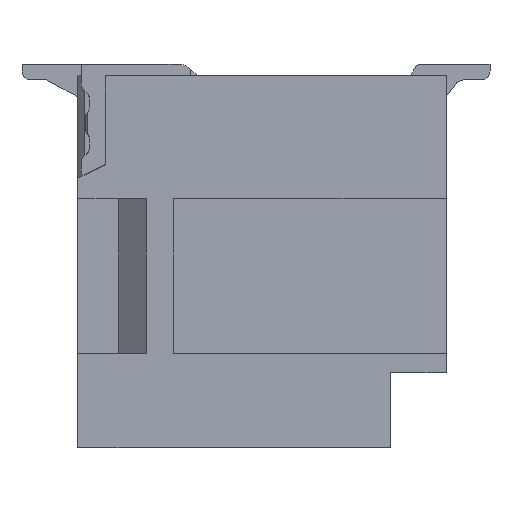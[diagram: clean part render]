
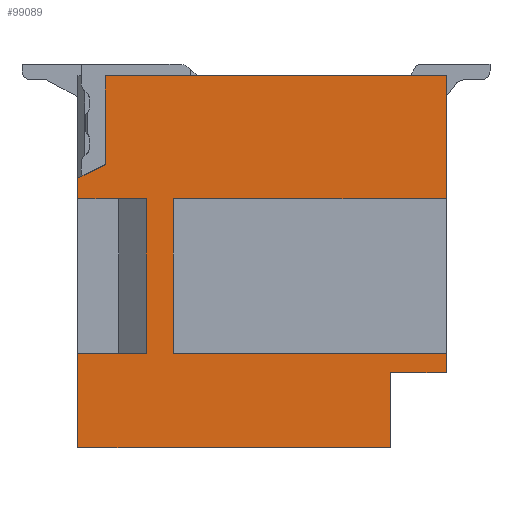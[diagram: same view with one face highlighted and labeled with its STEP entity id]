
A CAD part, front view. The second image highlights one B-rep face of the part: STEP entity #99089.
In plain terms, the highlighted planar face has unit normal (0, -1, 0).
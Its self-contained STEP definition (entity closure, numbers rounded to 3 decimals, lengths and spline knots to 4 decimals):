
#525 = LINE ( 'NONE', #10457, #73811 ) ;
#651 = CARTESIAN_POINT ( 'NONE',  ( 5.4, -11.5, -4.35 ) ) ;
#2017 = EDGE_CURVE ( 'NONE', #30071, #4008, #26433, .T. ) ;
#2832 = ORIENTED_EDGE ( 'NONE', *, *, #96723, .F. ) ;
#3042 = ORIENTED_EDGE ( 'NONE', *, *, #4900, .F. ) ;
#3215 = AXIS2_PLACEMENT_3D ( 'NONE', #103876, #44609, #38940 ) ;
#4008 = VERTEX_POINT ( 'NONE', #16921 ) ;
#4062 = LINE ( 'NONE', #61784, #40751 ) ;
#4308 = CARTESIAN_POINT ( 'NONE',  ( 0., -11.5, -5.45 ) ) ;
#4900 = EDGE_CURVE ( 'NONE', #63884, #15257, #37105, .T. ) ;
#5205 = LINE ( 'NONE', #57275, #78859 ) ;
#6770 = DIRECTION ( 'NONE',  ( 1., 0., 0. ) ) ;
#7046 = EDGE_CURVE ( 'NONE', #107784, #37968, #92916, .T. ) ;
#7501 = DIRECTION ( 'NONE',  ( 1., 0., 0. ) ) ;
#7745 = ORIENTED_EDGE ( 'NONE', *, *, #7046, .F. ) ;
#8439 = ORIENTED_EDGE ( 'NONE', *, *, #70967, .F. ) ;
#9142 = CARTESIAN_POINT ( 'NONE',  ( 5.4, -11.5, -4.07 ) ) ;
#10457 = CARTESIAN_POINT ( 'NONE',  ( -0.12, -11.5, 0. ) ) ;
#11046 = ORIENTED_EDGE ( 'NONE', *, *, #60472, .F. ) ;
#11102 = DIRECTION ( 'NONE',  ( -1., 0., 0. ) ) ;
#11311 = DIRECTION ( 'NONE',  ( 0., 0., 1. ) ) ;
#12067 = VERTEX_POINT ( 'NONE', #48216 ) ;
#13250 = LINE ( 'NONE', #64996, #48967 ) ;
#15257 = VERTEX_POINT ( 'NONE', #107879 ) ;
#15425 = CARTESIAN_POINT ( 'NONE',  ( 1.4, -11.5, -4.07 ) ) ;
#16249 = EDGE_CURVE ( 'NONE', #38193, #21770, #525, .T. ) ;
#16476 = CARTESIAN_POINT ( 'NONE',  ( 0., -11.5, -1.5 ) ) ;
#16921 = CARTESIAN_POINT ( 'NONE',  ( 4.58, -11.5, -5.45 ) ) ;
#17046 = DIRECTION ( 'NONE',  ( 0., 0., -1. ) ) ;
#17240 = DIRECTION ( 'NONE',  ( 0.894, 0., 0.447 ) ) ;
#17553 = DIRECTION ( 'NONE',  ( 0., 0., 1. ) ) ;
#18124 = EDGE_CURVE ( 'NONE', #12067, #73505, #55819, .T. ) ;
#19667 = CARTESIAN_POINT ( 'NONE',  ( 1., -11.5, -1.68 ) ) ;
#19867 = CARTESIAN_POINT ( 'NONE',  ( 5.52, -11.5, -4.35 ) ) ;
#20215 = VECTOR ( 'NONE', #17553, 1000. ) ;
#20443 = LINE ( 'NONE', #73257, #57147 ) ;
#21506 = CARTESIAN_POINT ( 'NONE',  ( 5.52, -11.5, -4.07 ) ) ;
#21770 = VERTEX_POINT ( 'NONE', #26392 ) ;
#24679 = CARTESIAN_POINT ( 'NONE',  ( 0., -11.5, -1.8 ) ) ;
#25411 = VERTEX_POINT ( 'NONE', #15425 ) ;
#26392 = CARTESIAN_POINT ( 'NONE',  ( 5.4, -11.5, 0. ) ) ;
#26433 = LINE ( 'NONE', #104664, #26972 ) ;
#26806 = ORIENTED_EDGE ( 'NONE', *, *, #58983, .F. ) ;
#26972 = VECTOR ( 'NONE', #46822, 1000. ) ;
#28594 = EDGE_CURVE ( 'NONE', #58116, #107784, #68946, .T. ) ;
#28610 = ORIENTED_EDGE ( 'NONE', *, *, #28594, .F. ) ;
#29519 = VERTEX_POINT ( 'NONE', #9142 ) ;
#30071 = VERTEX_POINT ( 'NONE', #52199 ) ;
#30239 = EDGE_CURVE ( 'NONE', #87520, #77929, #88116, .T. ) ;
#31334 = ORIENTED_EDGE ( 'NONE', *, *, #60848, .F. ) ;
#33766 = CARTESIAN_POINT ( 'NONE',  ( 0., -11.5, -5.57 ) ) ;
#34194 = DIRECTION ( 'NONE',  ( 1., 0., 0. ) ) ;
#35211 = CARTESIAN_POINT ( 'NONE',  ( 0.4, -11.5, 0. ) ) ;
#35439 = VECTOR ( 'NONE', #86217, 1000. ) ;
#35618 = VECTOR ( 'NONE', #61511, 1000. ) ;
#37105 = LINE ( 'NONE', #102976, #35439 ) ;
#37968 = VERTEX_POINT ( 'NONE', #103584 ) ;
#38193 = VERTEX_POINT ( 'NONE', #35211 ) ;
#38940 = DIRECTION ( 'NONE',  ( 1., 0., 0. ) ) ;
#39117 = VERTEX_POINT ( 'NONE', #651 ) ;
#40751 = VECTOR ( 'NONE', #34194, 1000. ) ;
#41758 = CARTESIAN_POINT ( 'NONE',  ( 5.4, -11.5, 0.12 ) ) ;
#44609 = DIRECTION ( 'NONE',  ( 0., 1., 0. ) ) ;
#46822 = DIRECTION ( 'NONE',  ( 0., 0., -1. ) ) ;
#47786 = VECTOR ( 'NONE', #64874, 1000. ) ;
#48216 = CARTESIAN_POINT ( 'NONE',  ( 1., -11.5, -4.07 ) ) ;
#48518 = LINE ( 'NONE', #41758, #47786 ) ;
#48967 = VECTOR ( 'NONE', #66445, 1000. ) ;
#49249 = EDGE_CURVE ( 'NONE', #37968, #38193, #13250, .T. ) ;
#50233 = DIRECTION ( 'NONE',  ( 0., 0., 1. ) ) ;
#50343 = CARTESIAN_POINT ( 'NONE',  ( 0., -11.5, -4.07 ) ) ;
#51985 = VECTOR ( 'NONE', #11311, 1000. ) ;
#52199 = CARTESIAN_POINT ( 'NONE',  ( 4.58, -11.5, -4.35 ) ) ;
#55819 = LINE ( 'NONE', #19667, #20215 ) ;
#57147 = VECTOR ( 'NONE', #80361, 1000. ) ;
#57275 = CARTESIAN_POINT ( 'NONE',  ( 1.4, -11.5, -1.68 ) ) ;
#58116 = VERTEX_POINT ( 'NONE', #24679 ) ;
#58396 = VECTOR ( 'NONE', #6770, 1000. ) ;
#58983 = EDGE_CURVE ( 'NONE', #25411, #29519, #94879, .T. ) ;
#60472 = EDGE_CURVE ( 'NONE', #77929, #12067, #4062, .T. ) ;
#60848 = EDGE_CURVE ( 'NONE', #29519, #39117, #84392, .T. ) ;
#61511 = DIRECTION ( 'NONE',  ( -1., 0., 0. ) ) ;
#61700 = FACE_OUTER_BOUND ( 'NONE', #94852, .T. ) ;
#61784 = CARTESIAN_POINT ( 'NONE',  ( 5.52, -11.5, -4.07 ) ) ;
#63884 = VERTEX_POINT ( 'NONE', #68074 ) ;
#64874 = DIRECTION ( 'NONE',  ( 0., 0., -1. ) ) ;
#64996 = CARTESIAN_POINT ( 'NONE',  ( 0.4, -11.5, -1.42 ) ) ;
#66445 = DIRECTION ( 'NONE',  ( 0., 0., 1. ) ) ;
#68074 = CARTESIAN_POINT ( 'NONE',  ( 5.4, -11.5, -1.8 ) ) ;
#68946 = LINE ( 'NONE', #33766, #103949 ) ;
#69503 = CARTESIAN_POINT ( 'NONE',  ( -0.1073, -11.5, -1.5537 ) ) ;
#70967 = EDGE_CURVE ( 'NONE', #15257, #25411, #5205, .T. ) ;
#71785 = EDGE_CURVE ( 'NONE', #21770, #63884, #48518, .T. ) ;
#73257 = CARTESIAN_POINT ( 'NONE',  ( -0.12, -11.5, -1.8 ) ) ;
#73505 = VERTEX_POINT ( 'NONE', #85671 ) ;
#73644 = ORIENTED_EDGE ( 'NONE', *, *, #18124, .F. ) ;
#73811 = VECTOR ( 'NONE', #7501, 1000. ) ;
#75864 = EDGE_CURVE ( 'NONE', #73505, #58116, #20443, .T. ) ;
#77929 = VERTEX_POINT ( 'NONE', #50343 ) ;
#78248 = CARTESIAN_POINT ( 'NONE',  ( 4.7, -11.5, -5.45 ) ) ;
#78859 = VECTOR ( 'NONE', #106743, 1000. ) ;
#80361 = DIRECTION ( 'NONE',  ( -1., 0., 0. ) ) ;
#84392 = LINE ( 'NONE', #109702, #84944 ) ;
#84520 = LINE ( 'NONE', #78248, #84715 ) ;
#84715 = VECTOR ( 'NONE', #11102, 1000. ) ;
#84944 = VECTOR ( 'NONE', #17046, 1000. ) ;
#85671 = CARTESIAN_POINT ( 'NONE',  ( 1., -11.5, -1.8 ) ) ;
#86217 = DIRECTION ( 'NONE',  ( -1., 0., 0. ) ) ;
#87520 = VERTEX_POINT ( 'NONE', #4308 ) ;
#88116 = LINE ( 'NONE', #96160, #51985 ) ;
#89282 = PLANE ( 'NONE',  #3215 ) ;
#90573 = ORIENTED_EDGE ( 'NONE', *, *, #49249, .F. ) ;
#92916 = LINE ( 'NONE', #69503, #93621 ) ;
#93073 = ORIENTED_EDGE ( 'NONE', *, *, #105353, .F. ) ;
#93621 = VECTOR ( 'NONE', #17240, 1000. ) ;
#94852 = EDGE_LOOP ( 'NONE', ( #28610, #101130, #73644, #11046, #107665, #93073, #95970, #2832, #31334, #26806, #8439, #3042, #103866, #106370, #90573, #7745 ) ) ;
#94879 = LINE ( 'NONE', #21506, #58396 ) ;
#95970 = ORIENTED_EDGE ( 'NONE', *, *, #2017, .F. ) ;
#96160 = CARTESIAN_POINT ( 'NONE',  ( 0., -11.5, -5.57 ) ) ;
#96723 = EDGE_CURVE ( 'NONE', #39117, #30071, #108707, .T. ) ;
#99089 = ADVANCED_FACE ( 'NONE', ( #61700 ), #89282, .F. ) ;
#101130 = ORIENTED_EDGE ( 'NONE', *, *, #75864, .F. ) ;
#102976 = CARTESIAN_POINT ( 'NONE',  ( -0.12, -11.5, -1.8 ) ) ;
#103584 = CARTESIAN_POINT ( 'NONE',  ( 0.4, -11.5, -1.3 ) ) ;
#103866 = ORIENTED_EDGE ( 'NONE', *, *, #71785, .F. ) ;
#103876 = CARTESIAN_POINT ( 'NONE',  ( -0.12, -11.5, 0.12 ) ) ;
#103949 = VECTOR ( 'NONE', #50233, 1000. ) ;
#104664 = CARTESIAN_POINT ( 'NONE',  ( 4.58, -11.5, -4.23 ) ) ;
#105353 = EDGE_CURVE ( 'NONE', #4008, #87520, #84520, .T. ) ;
#106370 = ORIENTED_EDGE ( 'NONE', *, *, #16249, .F. ) ;
#106743 = DIRECTION ( 'NONE',  ( 0., 0., -1. ) ) ;
#107665 = ORIENTED_EDGE ( 'NONE', *, *, #30239, .F. ) ;
#107784 = VERTEX_POINT ( 'NONE', #16476 ) ;
#107879 = CARTESIAN_POINT ( 'NONE',  ( 1.4, -11.5, -1.8 ) ) ;
#108707 = LINE ( 'NONE', #19867, #35618 ) ;
#109702 = CARTESIAN_POINT ( 'NONE',  ( 5.4, -11.5, 0.12 ) ) ;
